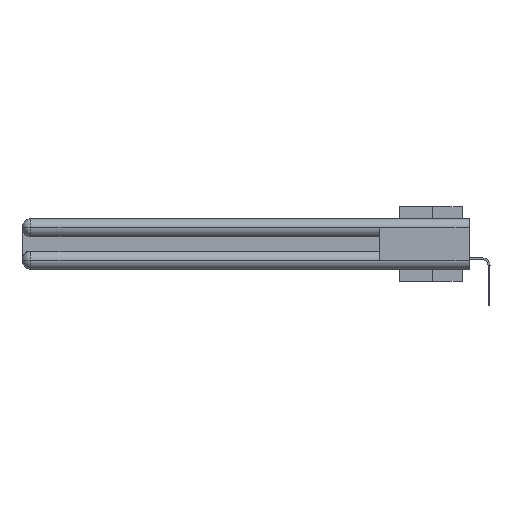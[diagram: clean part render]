
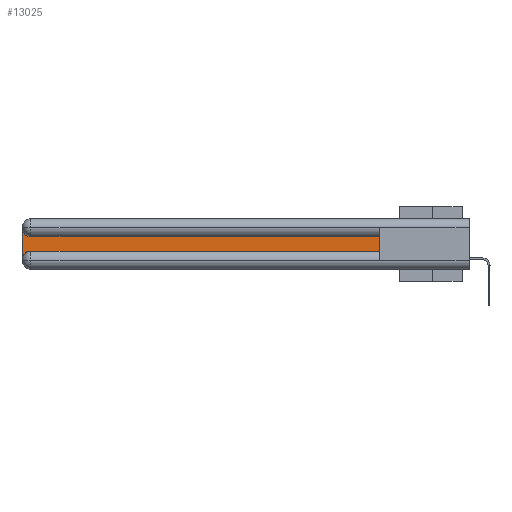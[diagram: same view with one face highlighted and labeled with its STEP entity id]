
A CAD part, left-side view. The second image highlights one B-rep face of the part: STEP entity #13025.
In plain terms, the highlighted planar face has unit normal (-1, 0, 0).
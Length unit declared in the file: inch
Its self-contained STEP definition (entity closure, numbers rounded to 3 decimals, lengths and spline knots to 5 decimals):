
#682 = VERTEX_POINT ( 'NONE', #32876 ) ;
#997 = CIRCLE ( 'NONE', #8981, 0.06 ) ;
#1489 = EDGE_CURVE ( 'NONE', #14739, #32107, #27764, .T. ) ;
#1827 = ORIENTED_EDGE ( 'NONE', *, *, #1489, .T. ) ;
#1997 = CARTESIAN_POINT ( 'NONE',  ( 0.075, 3., -0.2775 ) ) ;
#3460 = DIRECTION ( 'NONE',  ( 0., 1., 0. ) ) ;
#3516 = ORIENTED_EDGE ( 'NONE', *, *, #15174, .T. ) ;
#4434 = DIRECTION ( 'NONE',  ( 1., 0., 0. ) ) ;
#4945 = DIRECTION ( 'NONE',  ( 0., 0., -1. ) ) ;
#4964 = ORIENTED_EDGE ( 'NONE', *, *, #8876, .T. ) ;
#6401 = CARTESIAN_POINT ( 'NONE',  ( 0.075, 3., -0.2175 ) ) ;
#7328 = DIRECTION ( 'NONE',  ( 0., 0., -1. ) ) ;
#7379 = PLANE ( 'NONE',  #29796 ) ;
#7618 = DIRECTION ( 'NONE',  ( 1., 0., 0. ) ) ;
#8790 = CARTESIAN_POINT ( 'NONE',  ( 0.075, 2.94, -0.1225 ) ) ;
#8876 = EDGE_CURVE ( 'NONE', #21290, #682, #23595, .T. ) ;
#8981 = AXIS2_PLACEMENT_3D ( 'NONE', #33555, #34009, #20759 ) ;
#10568 = VERTEX_POINT ( 'NONE', #11912 ) ;
#11912 = CARTESIAN_POINT ( 'NONE',  ( 0.075, 3., -0.0625 ) ) ;
#13025 = ADVANCED_FACE ( 'NONE', ( #30217 ), #7379, .F. ) ;
#13984 = AXIS2_PLACEMENT_3D ( 'NONE', #17616, #4434, #7328 ) ;
#14235 = LINE ( 'NONE', #21950, #23787 ) ;
#14594 = DIRECTION ( 'NONE',  ( 0., 0., -1. ) ) ;
#14739 = VERTEX_POINT ( 'NONE', #1997 ) ;
#15174 = EDGE_CURVE ( 'NONE', #32107, #21290, #16764, .T. ) ;
#15745 = VERTEX_POINT ( 'NONE', #8790 ) ;
#15949 = EDGE_CURVE ( 'NONE', #15745, #10568, #997, .T. ) ;
#16764 = LINE ( 'NONE', #33239, #25474 ) ;
#17616 = CARTESIAN_POINT ( 'NONE',  ( 0.075, 2.94, -0.2775 ) ) ;
#18838 = EDGE_CURVE ( 'NONE', #682, #15745, #14235, .T. ) ;
#19958 = LINE ( 'NONE', #6401, #30773 ) ;
#19962 = CARTESIAN_POINT ( 'NONE',  ( 0.075, 0.6, -0.2175 ) ) ;
#20759 = DIRECTION ( 'NONE',  ( 0., 0., -1. ) ) ;
#21290 = VERTEX_POINT ( 'NONE', #19962 ) ;
#21950 = CARTESIAN_POINT ( 'NONE',  ( 0.075, 0.6, -0.1225 ) ) ;
#22118 = ORIENTED_EDGE ( 'NONE', *, *, #18838, .T. ) ;
#22708 = CARTESIAN_POINT ( 'NONE',  ( 0.075, 2.94, -0.2175 ) ) ;
#23595 = LINE ( 'NONE', #28004, #33142 ) ;
#23787 = VECTOR ( 'NONE', #3460, 39.37008 ) ;
#25222 = DIRECTION ( 'NONE',  ( 0., -1., 0. ) ) ;
#25474 = VECTOR ( 'NONE', #25222, 39.37008 ) ;
#26142 = CARTESIAN_POINT ( 'NONE',  ( 0.075, 3., -0.1225 ) ) ;
#27236 = EDGE_CURVE ( 'NONE', #10568, #14739, #19958, .T. ) ;
#27764 = CIRCLE ( 'NONE', #13984, 0.06 ) ;
#28004 = CARTESIAN_POINT ( 'NONE',  ( 0.075, 0.6, -0.2175 ) ) ;
#28619 = EDGE_LOOP ( 'NONE', ( #22118, #31498, #33104, #1827, #3516, #4964 ) ) ;
#29796 = AXIS2_PLACEMENT_3D ( 'NONE', #26142, #7618, #4945 ) ;
#30217 = FACE_OUTER_BOUND ( 'NONE', #28619, .T. ) ;
#30693 = DIRECTION ( 'NONE',  ( 0., 0., 1. ) ) ;
#30773 = VECTOR ( 'NONE', #14594, 39.37008 ) ;
#31498 = ORIENTED_EDGE ( 'NONE', *, *, #15949, .T. ) ;
#32107 = VERTEX_POINT ( 'NONE', #22708 ) ;
#32876 = CARTESIAN_POINT ( 'NONE',  ( 0.075, 0.6, -0.1225 ) ) ;
#33104 = ORIENTED_EDGE ( 'NONE', *, *, #27236, .T. ) ;
#33142 = VECTOR ( 'NONE', #30693, 39.37008 ) ;
#33239 = CARTESIAN_POINT ( 'NONE',  ( 0.075, 0.6, -0.2175 ) ) ;
#33555 = CARTESIAN_POINT ( 'NONE',  ( 0.075, 2.94, -0.0625 ) ) ;
#34009 = DIRECTION ( 'NONE',  ( 1., 0., 0. ) ) ;
